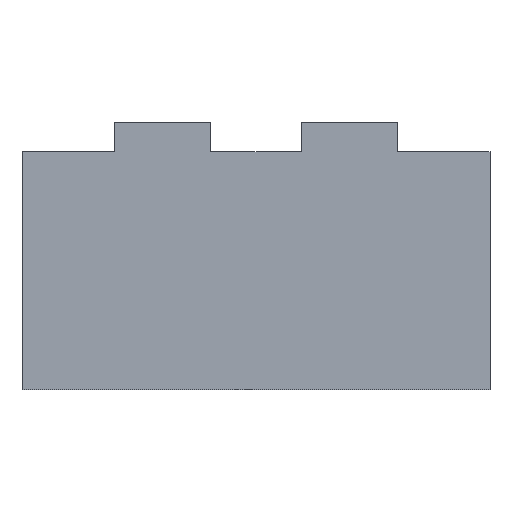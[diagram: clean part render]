
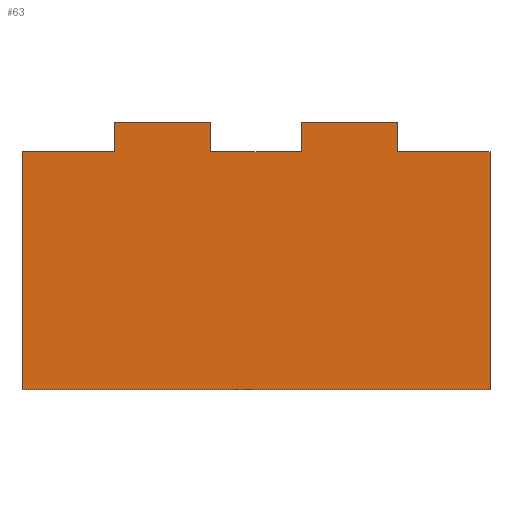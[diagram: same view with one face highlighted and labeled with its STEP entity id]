
A CAD part, front view. The second image highlights one B-rep face of the part: STEP entity #63.
In plain terms, the highlighted planar face has unit normal (0, -1, 0).
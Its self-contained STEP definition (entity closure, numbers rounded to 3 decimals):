
#63=ADVANCED_FACE('',(#121),#122,.T.);
#121=FACE_OUTER_BOUND('',#171,.T.);
#122=PLANE('',#172);
#171=EDGE_LOOP('',(#275,#276,#277,#278,#279,#280,#281,#282,#283,#284,#285,#286));
#172=AXIS2_PLACEMENT_3D('',#287,#288,#289);
#275=ORIENTED_EDGE('',*,*,#308,.F.);
#276=ORIENTED_EDGE('',*,*,#353,.F.);
#277=ORIENTED_EDGE('',*,*,#349,.F.);
#278=ORIENTED_EDGE('',*,*,#345,.F.);
#279=ORIENTED_EDGE('',*,*,#341,.F.);
#280=ORIENTED_EDGE('',*,*,#337,.F.);
#281=ORIENTED_EDGE('',*,*,#333,.F.);
#282=ORIENTED_EDGE('',*,*,#329,.F.);
#283=ORIENTED_EDGE('',*,*,#325,.F.);
#284=ORIENTED_EDGE('',*,*,#321,.F.);
#285=ORIENTED_EDGE('',*,*,#317,.F.);
#286=ORIENTED_EDGE('',*,*,#313,.F.);
#287=CARTESIAN_POINT('',(0.,0.0,9.946));
#288=DIRECTION('',(0.0,-1.0,0.0));
#289=DIRECTION('',(1.0,0.0,0.0));
#308=EDGE_CURVE('',#359,#360,#361,.T.);
#313=EDGE_CURVE('',#360,#368,#369,.T.);
#317=EDGE_CURVE('',#368,#374,#375,.T.);
#321=EDGE_CURVE('',#374,#380,#381,.T.);
#325=EDGE_CURVE('',#380,#386,#387,.T.);
#329=EDGE_CURVE('',#386,#392,#393,.T.);
#333=EDGE_CURVE('',#392,#398,#399,.T.);
#337=EDGE_CURVE('',#398,#404,#405,.T.);
#341=EDGE_CURVE('',#404,#410,#411,.T.);
#345=EDGE_CURVE('',#410,#416,#417,.T.);
#349=EDGE_CURVE('',#416,#422,#423,.T.);
#353=EDGE_CURVE('',#422,#359,#428,.T.);
#359=VERTEX_POINT('',#434);
#360=VERTEX_POINT('',#435);
#361=LINE('',#436,#437);
#368=VERTEX_POINT('',#447);
#369=LINE('',#448,#449);
#374=VERTEX_POINT('',#456);
#375=LINE('',#457,#458);
#380=VERTEX_POINT('',#465);
#381=LINE('',#466,#467);
#386=VERTEX_POINT('',#474);
#387=LINE('',#475,#476);
#392=VERTEX_POINT('',#483);
#393=LINE('',#484,#485);
#398=VERTEX_POINT('',#492);
#399=LINE('',#493,#494);
#404=VERTEX_POINT('',#501);
#405=LINE('',#502,#503);
#410=VERTEX_POINT('',#510);
#411=LINE('',#511,#512);
#416=VERTEX_POINT('',#519);
#417=LINE('',#520,#521);
#422=VERTEX_POINT('',#528);
#423=LINE('',#529,#530);
#428=LINE('',#537,#538);
#434=CARTESIAN_POINT('',(3.4,0.0,17.8));
#435=CARTESIAN_POINT('',(3.4,0.0,20.0));
#436=CARTESIAN_POINT('',(3.4,0.0,17.8));
#437=VECTOR('',#544,1.0);
#447=CARTESIAN_POINT('',(10.6,0.0,20.0));
#448=CARTESIAN_POINT('',(3.4,0.0,20.0));
#449=VECTOR('',#548,1.0);
#456=CARTESIAN_POINT('',(10.6,0.0,17.8));
#457=CARTESIAN_POINT('',(10.6,0.0,20.0));
#458=VECTOR('',#551,1.0);
#465=CARTESIAN_POINT('',(17.5,0.0,17.8));
#466=CARTESIAN_POINT('',(10.6,0.0,17.8));
#467=VECTOR('',#554,1.0);
#474=CARTESIAN_POINT('',(17.5,0.0,0.0));
#475=CARTESIAN_POINT('',(17.5,0.0,17.8));
#476=VECTOR('',#557,1.0);
#483=CARTESIAN_POINT('',(-17.5,0.0,0.0));
#484=CARTESIAN_POINT('',(17.5,0.0,0.0));
#485=VECTOR('',#560,1.0);
#492=CARTESIAN_POINT('',(-17.5,0.0,17.8));
#493=CARTESIAN_POINT('',(-17.5,0.0,0.0));
#494=VECTOR('',#563,1.0);
#501=CARTESIAN_POINT('',(-10.6,0.0,17.8));
#502=CARTESIAN_POINT('',(-17.5,0.0,17.8));
#503=VECTOR('',#566,1.0);
#510=CARTESIAN_POINT('',(-10.6,0.0,20.0));
#511=CARTESIAN_POINT('',(-10.6,0.0,17.8));
#512=VECTOR('',#569,1.0);
#519=CARTESIAN_POINT('',(-3.4,0.0,20.0));
#520=CARTESIAN_POINT('',(-10.6,0.0,20.0));
#521=VECTOR('',#572,1.0);
#528=CARTESIAN_POINT('',(-3.4,0.0,17.8));
#529=CARTESIAN_POINT('',(-3.4,0.0,20.0));
#530=VECTOR('',#575,1.0);
#537=CARTESIAN_POINT('',(-3.4,0.0,17.8));
#538=VECTOR('',#578,1.0);
#544=DIRECTION('',(0.0,0.0,1.0));
#548=DIRECTION('',(1.0,0.0,0.0));
#551=DIRECTION('',(0.0,0.0,-1.0));
#554=DIRECTION('',(1.0,0.0,0.0));
#557=DIRECTION('',(0.0,0.0,-1.0));
#560=DIRECTION('',(-1.0,0.0,0.0));
#563=DIRECTION('',(0.0,0.0,1.0));
#566=DIRECTION('',(1.0,0.0,0.0));
#569=DIRECTION('',(0.0,0.0,1.0));
#572=DIRECTION('',(1.0,0.0,0.0));
#575=DIRECTION('',(0.0,0.0,-1.0));
#578=DIRECTION('',(1.0,0.0,0.0));
